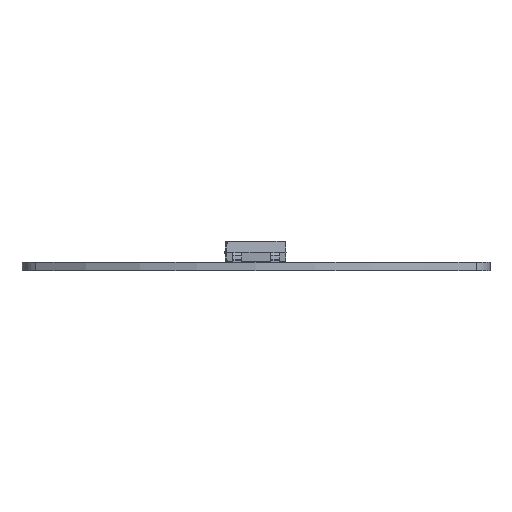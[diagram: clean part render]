
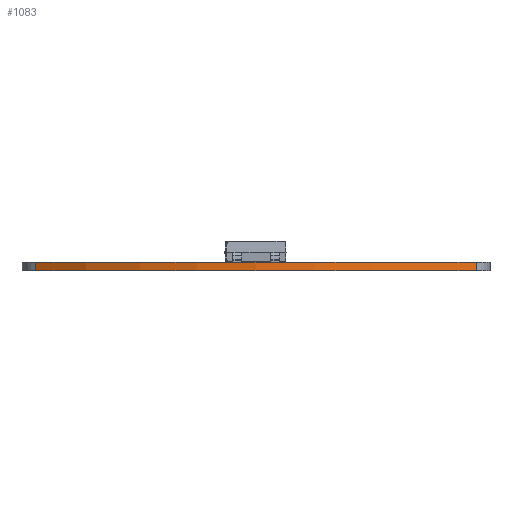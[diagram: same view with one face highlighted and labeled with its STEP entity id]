
A CAD part, left-side view. The second image highlights one B-rep face of the part: STEP entity #1083.
In plain terms, the highlighted cylindrical face has radius 18.301 mm (diameter 36.603 mm), a partial arc.
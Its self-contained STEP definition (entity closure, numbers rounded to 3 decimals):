
#1056 = VERTEX_POINT('',#1057);
#1057 = CARTESIAN_POINT('',(10.72,22.82,0.411));
#1064 = EDGE_CURVE('',#1065,#1056,#1067,.T.);
#1065 = VERTEX_POINT('',#1066);
#1066 = CARTESIAN_POINT('',(10.72,22.82,0.));
#1067 = LINE('',#1068,#1069);
#1068 = CARTESIAN_POINT('',(10.72,22.82,0.));
#1069 = VECTOR('',#1070,1.);
#1070 = DIRECTION('',(0.,0.,1.));
#1083 = ADVANCED_FACE('',(#1084),#1111,.T.);
#1084 = FACE_BOUND('',#1085,.F.);
#1085 = EDGE_LOOP('',(#1086,#1087,#1096,#1104));
#1086 = ORIENTED_EDGE('',*,*,#1064,.T.);
#1087 = ORIENTED_EDGE('',*,*,#1088,.T.);
#1088 = EDGE_CURVE('',#1056,#1089,#1091,.T.);
#1089 = VERTEX_POINT('',#1090);
#1090 = CARTESIAN_POINT('',(10.72,0.7,0.411));
#1091 = CIRCLE('',#1092,18.301);
#1092 = AXIS2_PLACEMENT_3D('',#1093,#1094,#1095);
#1093 = CARTESIAN_POINT('',(25.301,11.76,0.411));
#1094 = DIRECTION('',(0.,0.,1.));
#1095 = DIRECTION('',(-0.797,0.604,0.));
#1096 = ORIENTED_EDGE('',*,*,#1097,.F.);
#1097 = EDGE_CURVE('',#1098,#1089,#1100,.T.);
#1098 = VERTEX_POINT('',#1099);
#1099 = CARTESIAN_POINT('',(10.72,0.7,0.));
#1100 = LINE('',#1101,#1102);
#1101 = CARTESIAN_POINT('',(10.72,0.7,0.));
#1102 = VECTOR('',#1103,1.);
#1103 = DIRECTION('',(0.,0.,1.));
#1104 = ORIENTED_EDGE('',*,*,#1105,.F.);
#1105 = EDGE_CURVE('',#1065,#1098,#1106,.T.);
#1106 = CIRCLE('',#1107,18.301);
#1107 = AXIS2_PLACEMENT_3D('',#1108,#1109,#1110);
#1108 = CARTESIAN_POINT('',(25.301,11.76,0.));
#1109 = DIRECTION('',(0.,0.,1.));
#1110 = DIRECTION('',(-0.797,0.604,0.));
#1111 = CYLINDRICAL_SURFACE('',#1112,18.301);
#1112 = AXIS2_PLACEMENT_3D('',#1113,#1114,#1115);
#1113 = CARTESIAN_POINT('',(25.301,11.76,0.));
#1114 = DIRECTION('',(-0.,-0.,-1.));
#1115 = DIRECTION('',(-0.797,0.604,0.));
